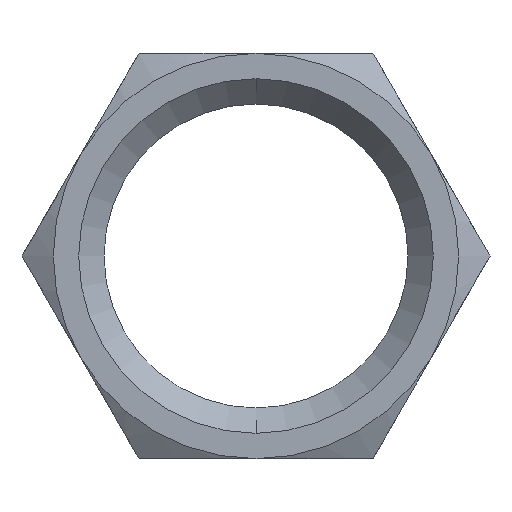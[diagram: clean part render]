
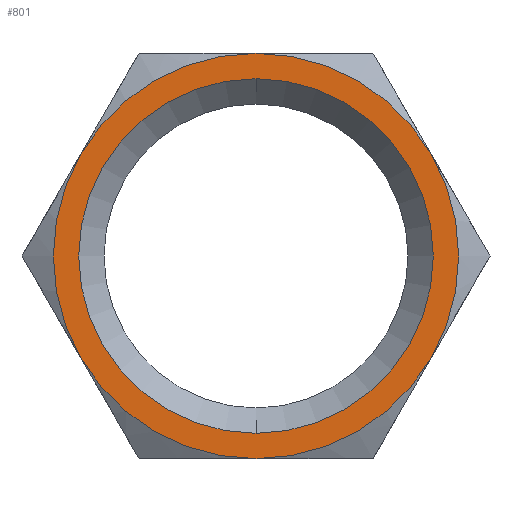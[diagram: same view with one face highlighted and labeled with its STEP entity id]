
A CAD part, front view. The second image highlights one B-rep face of the part: STEP entity #801.
In plain terms, the highlighted planar face has unit normal (0, -1, 0).
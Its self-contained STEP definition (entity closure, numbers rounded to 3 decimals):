
#8 = DIRECTION ( 'NONE',  ( 0., -1., 0. ) ) ;
#14 = CARTESIAN_POINT ( 'NONE',  ( 0., 0., -12. ) ) ;
#22 = CIRCLE ( 'NONE', #245, 12. ) ;
#23 = CARTESIAN_POINT ( 'NONE',  ( 10.392, 0., 6. ) ) ;
#46 = VERTEX_POINT ( 'NONE', #798 ) ;
#57 = ORIENTED_EDGE ( 'NONE', *, *, #132, .T. ) ;
#61 = EDGE_LOOP ( 'NONE', ( #456, #962 ) ) ;
#66 = AXIS2_PLACEMENT_3D ( 'NONE', #121, #418, #143 ) ;
#72 = DIRECTION ( 'NONE',  ( 0., 0., -1. ) ) ;
#79 = FACE_BOUND ( 'NONE', #61, .T. ) ;
#85 = CARTESIAN_POINT ( 'NONE',  ( 0., 0., 0. ) ) ;
#92 = DIRECTION ( 'NONE',  ( 0., -1., 0. ) ) ;
#97 = CARTESIAN_POINT ( 'NONE',  ( 0., 0., -10.5 ) ) ;
#121 = CARTESIAN_POINT ( 'NONE',  ( 0., 0., 0. ) ) ;
#126 = AXIS2_PLACEMENT_3D ( 'NONE', #85, #8, #632 ) ;
#132 = EDGE_CURVE ( 'NONE', #453, #740, #966, .T. ) ;
#142 = DIRECTION ( 'NONE',  ( 0., -1., 0. ) ) ;
#143 = DIRECTION ( 'NONE',  ( 0., 0., 1. ) ) ;
#156 = AXIS2_PLACEMENT_3D ( 'NONE', #492, #850, #938 ) ;
#174 = AXIS2_PLACEMENT_3D ( 'NONE', #550, #394, #329 ) ;
#176 = DIRECTION ( 'NONE',  ( 0., 0., 1. ) ) ;
#179 = DIRECTION ( 'NONE',  ( 0., 0., -1. ) ) ;
#190 = CIRCLE ( 'NONE', #334, 10.5 ) ;
#201 = CIRCLE ( 'NONE', #532, 12. ) ;
#208 = DIRECTION ( 'NONE',  ( 0., 0., 1. ) ) ;
#234 = CIRCLE ( 'NONE', #846, 10.5 ) ;
#245 = AXIS2_PLACEMENT_3D ( 'NONE', #278, #504, #208 ) ;
#278 = CARTESIAN_POINT ( 'NONE',  ( 0., 0., 0. ) ) ;
#329 = DIRECTION ( 'NONE',  ( 0., 0., 1. ) ) ;
#334 = AXIS2_PLACEMENT_3D ( 'NONE', #528, #758, #72 ) ;
#337 = CARTESIAN_POINT ( 'NONE',  ( -12.144, 0., 12.144 ) ) ;
#339 = VERTEX_POINT ( 'NONE', #534 ) ;
#378 = AXIS2_PLACEMENT_3D ( 'NONE', #337, #485, #179 ) ;
#383 = EDGE_CURVE ( 'NONE', #740, #339, #811, .T. ) ;
#392 = EDGE_LOOP ( 'NONE', ( #416, #896, #497, #466, #57, #541 ) ) ;
#394 = DIRECTION ( 'NONE',  ( 0., -1., 0. ) ) ;
#416 = ORIENTED_EDGE ( 'NONE', *, *, #853, .T. ) ;
#418 = DIRECTION ( 'NONE',  ( 0., -1., 0. ) ) ;
#431 = VERTEX_POINT ( 'NONE', #97 ) ;
#442 = VERTEX_POINT ( 'NONE', #14 ) ;
#453 = VERTEX_POINT ( 'NONE', #23 ) ;
#455 = VERTEX_POINT ( 'NONE', #551 ) ;
#456 = ORIENTED_EDGE ( 'NONE', *, *, #535, .F. ) ;
#466 = ORIENTED_EDGE ( 'NONE', *, *, #899, .T. ) ;
#485 = DIRECTION ( 'NONE',  ( 0., -1., 0. ) ) ;
#486 = FACE_OUTER_BOUND ( 'NONE', #392, .T. ) ;
#492 = CARTESIAN_POINT ( 'NONE',  ( 0., 0., 0. ) ) ;
#497 = ORIENTED_EDGE ( 'NONE', *, *, #800, .T. ) ;
#504 = DIRECTION ( 'NONE',  ( 0., -1., 0. ) ) ;
#511 = CARTESIAN_POINT ( 'NONE',  ( 0., 0., 0. ) ) ;
#528 = CARTESIAN_POINT ( 'NONE',  ( 0., 0., 0. ) ) ;
#532 = AXIS2_PLACEMENT_3D ( 'NONE', #930, #92, #176 ) ;
#534 = CARTESIAN_POINT ( 'NONE',  ( -10.392, 0., 6. ) ) ;
#535 = EDGE_CURVE ( 'NONE', #431, #46, #234, .T. ) ;
#541 = ORIENTED_EDGE ( 'NONE', *, *, #383, .T. ) ;
#550 = CARTESIAN_POINT ( 'NONE',  ( 0., 0., 0. ) ) ;
#551 = CARTESIAN_POINT ( 'NONE',  ( 10.392, 0., -6. ) ) ;
#632 = DIRECTION ( 'NONE',  ( 0., 0., 1. ) ) ;
#659 = EDGE_CURVE ( 'NONE', #46, #431, #190, .T. ) ;
#681 = EDGE_CURVE ( 'NONE', #763, #442, #885, .T. ) ;
#693 = CARTESIAN_POINT ( 'NONE',  ( 0., 0., 12. ) ) ;
#740 = VERTEX_POINT ( 'NONE', #693 ) ;
#744 = DIRECTION ( 'NONE',  ( 0., 0., -1. ) ) ;
#758 = DIRECTION ( 'NONE',  ( 0., -1., 0. ) ) ;
#763 = VERTEX_POINT ( 'NONE', #769 ) ;
#769 = CARTESIAN_POINT ( 'NONE',  ( -10.392, 0., -6. ) ) ;
#798 = CARTESIAN_POINT ( 'NONE',  ( 0., 0., 10.5 ) ) ;
#800 = EDGE_CURVE ( 'NONE', #442, #455, #935, .T. ) ;
#801 = ADVANCED_FACE ( 'NONE', ( #486, #79 ), #840, .T. ) ;
#811 = CIRCLE ( 'NONE', #126, 12. ) ;
#840 = PLANE ( 'NONE',  #378 ) ;
#846 = AXIS2_PLACEMENT_3D ( 'NONE', #511, #142, #744 ) ;
#850 = DIRECTION ( 'NONE',  ( 0., -1., 0. ) ) ;
#853 = EDGE_CURVE ( 'NONE', #339, #763, #22, .T. ) ;
#885 = CIRCLE ( 'NONE', #174, 12. ) ;
#896 = ORIENTED_EDGE ( 'NONE', *, *, #681, .T. ) ;
#899 = EDGE_CURVE ( 'NONE', #455, #453, #201, .T. ) ;
#930 = CARTESIAN_POINT ( 'NONE',  ( 0., 0., 0. ) ) ;
#935 = CIRCLE ( 'NONE', #156, 12. ) ;
#938 = DIRECTION ( 'NONE',  ( 0., 0., 1. ) ) ;
#962 = ORIENTED_EDGE ( 'NONE', *, *, #659, .F. ) ;
#966 = CIRCLE ( 'NONE', #66, 12. ) ;
